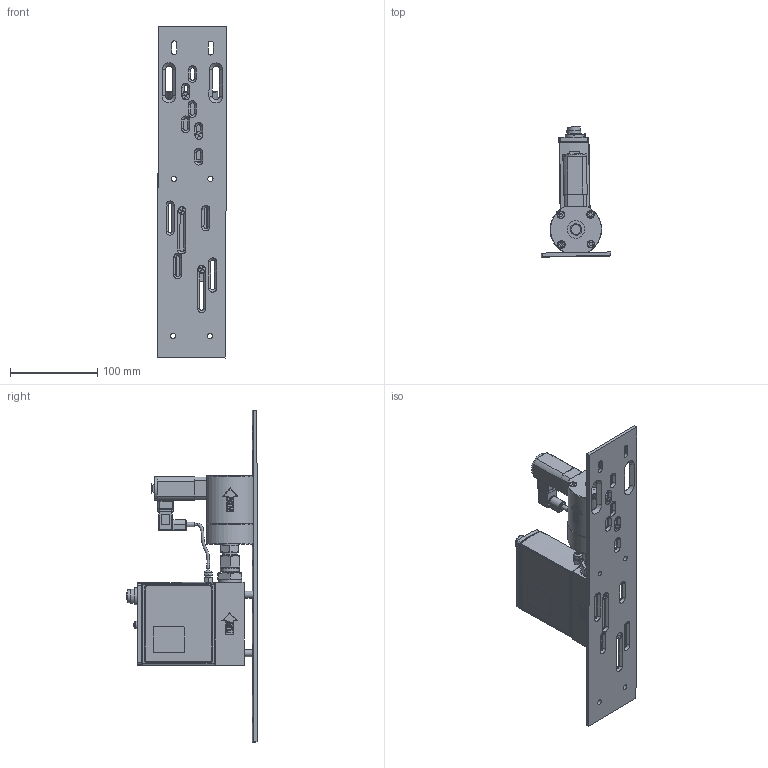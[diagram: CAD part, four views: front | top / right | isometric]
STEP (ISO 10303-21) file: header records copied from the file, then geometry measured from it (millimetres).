
FILE_DESCRIPTION(/* description */ (''),/* implementation_level */ '2;1');
FILE_NAME(/* name */ 'D-6463-002AI-Ann-00.stp',/* time_stamp */ '2023-12-21T09:55:01+01:00',/* author */ ('M-Huiskes'),/* organization */ (''),/* preprocessor_version */ 'ST-DEVELOPER v18.1',/* originating_system */ 'Autodesk Inventor 2021',/* authorisation */ '');
FILE_SCHEMA (('AUTOMOTIVE_DESIGN { 1 0 10303 214 3 1 1 }'));
Length unit declared in the file: millimetre
Products named in the file (1): Part4
Bounding box: 79.5 x 148.95 x 380.29 mm (x, y, z)
Volume: 767643.5 mm3; surface area: 144813.6 mm2
Topology: 2 solids, 18 shells, 976 faces, 2424 edges, 1539 vertices
Faces by surface type: plane 504, cylinder 253, bspline 99, cone 76, torus 30, sphere 14
Full cylindrical faces by diameter (mm): 1 x8, 2 x1, 2.013 x2, 2.459 x5, 2.5 x1, 2.88 x2, 3 x6, 3.4 x4, 3.571 x2, 3.75 x2, 4 x2, 5 x1, 5.4 x1, 5.5 x3, 5.9 x1, 6 x7, 6.2 x1, 6.4 x1, 6.7 x1, 7 x1, 8 x2, 8.3 x1, 8.4 x4, 8.5 x4, 9 x6, 11.445 x1, 12.7 x1, 14.5 x1, 15 x1, 16 x2
Entity records: 39645 total; most frequent: CARTESIAN_POINT 15696, ORIENTED_EDGE 4796, DIRECTION 4571, EDGE_CURVE 2398, AXIS2_PLACEMENT_3D 1634, VERTEX_POINT 1539, LINE 1303, VECTOR 1303
